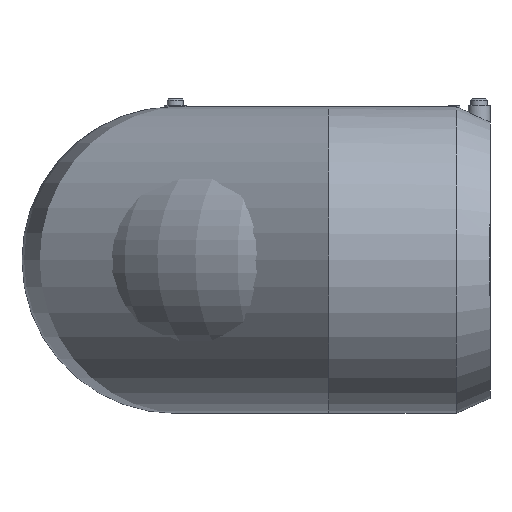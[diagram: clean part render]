
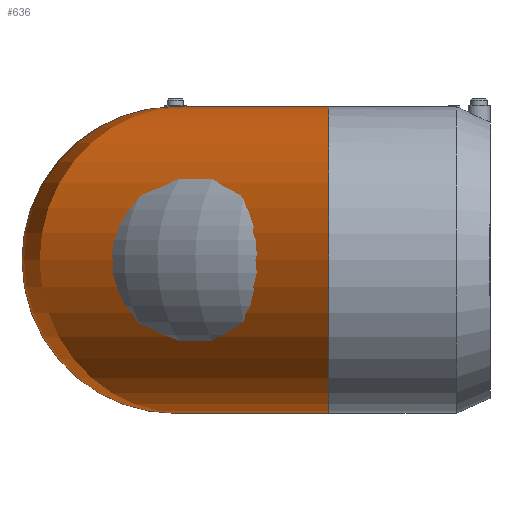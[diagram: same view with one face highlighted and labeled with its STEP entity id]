
A CAD part, left-side view. The second image highlights one B-rep face of the part: STEP entity #636.
In plain terms, the highlighted toroidal (fillet/blend) face has major radius 112.02 mm and minor radius 112 mm.
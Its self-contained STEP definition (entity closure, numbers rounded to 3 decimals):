
#15=TOROIDAL_SURFACE('',#736,112.02,112.);
#28=B_SPLINE_CURVE_WITH_KNOTS('',3,(#1020,#1021,#1022,#1023),
 .UNSPECIFIED.,.F.,.F.,(4,4),(49.758,49.759),
 .UNSPECIFIED.);
#29=B_SPLINE_CURVE_WITH_KNOTS('',3,(#1025,#1026,#1027,#1028),
 .UNSPECIFIED.,.F.,.F.,(4,4),(-0.004,0.),.UNSPECIFIED.);
#30=B_SPLINE_CURVE_WITH_KNOTS('',3,(#1032,#1033,#1034,#1035),
 .UNSPECIFIED.,.F.,.F.,(4,4),(0.,0.),.UNSPECIFIED.);
#31=B_SPLINE_CURVE_WITH_KNOTS('',3,(#1037,#1038,#1039,#1040),
 .UNSPECIFIED.,.F.,.F.,(4,4),(16.582,16.583),
 .UNSPECIFIED.);
#43=B_SPLINE_CURVE_WITH_KNOTS('',3,(#1421,#1422,#1423,#1424,#1425,#1426,
#1427,#1428,#1429,#1430,#1431,#1432,#1433,#1434,#1435,#1436,#1437,#1438,
#1439,#1440,#1441,#1442,#1443,#1444,#1445,#1446,#1447,#1448,#1449,#1450,
#1451,#1452,#1453,#1454,#1455,#1456),.UNSPECIFIED.,.F.,.F.,(4,2,2,2,2,2,
2,2,2,2,2,2,2,2,2,2,2,4),(0.,0.524,1.048,2.096,
3.143,4.191,5.223,6.255,7.287,
8.318,9.352,10.385,11.418,12.451,
13.484,14.518,15.551,16.582),
 .UNSPECIFIED.);
#44=B_SPLINE_CURVE_WITH_KNOTS('',3,(#1458,#1459,#1460,#1461,#1462,#1463,
#1464,#1465,#1466,#1467,#1468,#1469,#1470,#1471,#1472,#1473,#1474,#1475,
#1476,#1477,#1478,#1479,#1480,#1481,#1482,#1483,#1484,#1485,#1486,#1487,
#1488,#1489,#1490,#1491,#1492,#1493),.UNSPECIFIED.,.F.,.F.,(4,2,2,2,2,2,
2,2,2,2,2,2,2,2,2,2,2,4),(49.759,50.791,51.824,
52.857,53.89,54.923,55.956,56.99,
58.023,59.055,60.086,61.118,62.15,
63.198,64.246,65.294,65.817,66.341),
 .UNSPECIFIED.);
#110=FACE_OUTER_BOUND('',#161,.T.);
#161=EDGE_LOOP('',(#560,#561,#562,#563,#564,#565,#566,#567));
#228=CIRCLE('',#678,112.);
#257=CIRCLE('',#737,112.);
#270=VERTEX_POINT('',#1017);
#271=VERTEX_POINT('',#1019);
#272=VERTEX_POINT('',#1024);
#273=VERTEX_POINT('',#1029);
#274=VERTEX_POINT('',#1031);
#275=VERTEX_POINT('',#1036);
#276=VERTEX_POINT('',#1041);
#329=EDGE_CURVE('',#271,#270,#28,.T.);
#330=EDGE_CURVE('',#272,#271,#29,.T.);
#332=EDGE_CURVE('',#274,#273,#30,.T.);
#333=EDGE_CURVE('',#275,#274,#31,.T.);
#343=EDGE_CURVE('',#276,#276,#228,.T.);
#399=EDGE_CURVE('',#276,#275,#43,.T.);
#400=EDGE_CURVE('',#270,#276,#44,.T.);
#401=EDGE_CURVE('',#272,#273,#257,.T.);
#560=ORIENTED_EDGE('',*,*,#330,.T.);
#561=ORIENTED_EDGE('',*,*,#329,.T.);
#562=ORIENTED_EDGE('',*,*,#400,.T.);
#563=ORIENTED_EDGE('',*,*,#343,.T.);
#564=ORIENTED_EDGE('',*,*,#399,.T.);
#565=ORIENTED_EDGE('',*,*,#333,.T.);
#566=ORIENTED_EDGE('',*,*,#332,.T.);
#567=ORIENTED_EDGE('',*,*,#401,.F.);
#636=ADVANCED_FACE('',(#110),#15,.T.);
#678=AXIS2_PLACEMENT_3D('',#1098,#797,#798);
#736=AXIS2_PLACEMENT_3D('',#1495,#932,#933);
#737=AXIS2_PLACEMENT_3D('',#1496,#934,#935);
#797=DIRECTION('center_axis',(0.,1.,0.));
#798=DIRECTION('ref_axis',(-1.,0.,0.));
#932=DIRECTION('center_axis',(0.,0.,-1.));
#933=DIRECTION('ref_axis',(-1.,0.,0.));
#934=DIRECTION('center_axis',(1.,0.,0.));
#935=DIRECTION('ref_axis',(0.,1.,0.));
#1017=CARTESIAN_POINT('',(112.,131.5,-112.));
#1019=CARTESIAN_POINT('',(112.,131.507,-112.));
#1020=CARTESIAN_POINT('Ctrl Pts',(112.,131.51,-112.));
#1021=CARTESIAN_POINT('Ctrl Pts',(112.,131.507,-112.));
#1022=CARTESIAN_POINT('Ctrl Pts',(112.,131.503,-112.));
#1023=CARTESIAN_POINT('Ctrl Pts',(112.,131.5,-112.));
#1024=CARTESIAN_POINT('',(112.02,131.508,-112.));
#1025=CARTESIAN_POINT('Ctrl Pts',(112.02,131.505,-112.));
#1026=CARTESIAN_POINT('Ctrl Pts',(112.019,131.505,-112.));
#1027=CARTESIAN_POINT('Ctrl Pts',(112.013,131.505,-112.));
#1028=CARTESIAN_POINT('Ctrl Pts',(112.,131.505,-112.));
#1029=CARTESIAN_POINT('',(112.02,131.508,112.));
#1031=CARTESIAN_POINT('',(112.,131.507,112.));
#1032=CARTESIAN_POINT('Ctrl Pts',(112.,131.505,112.));
#1033=CARTESIAN_POINT('Ctrl Pts',(112.013,131.505,112.));
#1034=CARTESIAN_POINT('Ctrl Pts',(112.019,131.505,112.));
#1035=CARTESIAN_POINT('Ctrl Pts',(112.02,131.505,112.));
#1036=CARTESIAN_POINT('',(112.,131.5,112.));
#1037=CARTESIAN_POINT('Ctrl Pts',(112.,131.5,112.));
#1038=CARTESIAN_POINT('Ctrl Pts',(112.,131.503,112.));
#1039=CARTESIAN_POINT('Ctrl Pts',(112.,131.507,112.));
#1040=CARTESIAN_POINT('Ctrl Pts',(112.,131.51,112.));
#1041=CARTESIAN_POINT('',(112.,19.5,0.));
#1098=CARTESIAN_POINT('Origin',(0.,19.5,0.));
#1421=CARTESIAN_POINT('Ctrl Pts',(112.,19.5,0.));
#1422=CARTESIAN_POINT('Ctrl Pts',(112.,19.523,1.746));
#1423=CARTESIAN_POINT('Ctrl Pts',(112.,19.559,3.535));
#1424=CARTESIAN_POINT('Ctrl Pts',(112.,19.734,7.169));
#1425=CARTESIAN_POINT('Ctrl Pts',(112.,19.867,9.014));
#1426=CARTESIAN_POINT('Ctrl Pts',(112.,20.412,14.593));
#1427=CARTESIAN_POINT('Ctrl Pts',(112.,20.971,18.37));
#1428=CARTESIAN_POINT('Ctrl Pts',(112.,22.475,25.84));
#1429=CARTESIAN_POINT('Ctrl Pts',(112.,23.42,29.535));
#1430=CARTESIAN_POINT('Ctrl Pts',(112.,25.625,36.664));
#1431=CARTESIAN_POINT('Ctrl Pts',(112.,26.886,40.098));
#1432=CARTESIAN_POINT('Ctrl Pts',(112.,29.567,46.491));
#1433=CARTESIAN_POINT('Ctrl Pts',(112.,31.107,49.747));
#1434=CARTESIAN_POINT('Ctrl Pts',(112.,34.584,56.222));
#1435=CARTESIAN_POINT('Ctrl Pts',(112.,36.521,59.441));
#1436=CARTESIAN_POINT('Ctrl Pts',(112.,40.71,65.663));
#1437=CARTESIAN_POINT('Ctrl Pts',(112.,42.964,68.668));
#1438=CARTESIAN_POINT('Ctrl Pts',(112.,47.656,74.326));
#1439=CARTESIAN_POINT('Ctrl Pts',(112.,50.094,76.978));
#1440=CARTESIAN_POINT('Ctrl Pts',(112.,54.974,81.832));
#1441=CARTESIAN_POINT('Ctrl Pts',(112.,57.642,84.259));
#1442=CARTESIAN_POINT('Ctrl Pts',(112.,63.332,88.926));
#1443=CARTESIAN_POINT('Ctrl Pts',(112.,66.353,91.167));
#1444=CARTESIAN_POINT('Ctrl Pts',(112.,72.606,95.327));
#1445=CARTESIAN_POINT('Ctrl Pts',(112.,75.84,97.248));
#1446=CARTESIAN_POINT('Ctrl Pts',(112.,82.342,100.693));
#1447=CARTESIAN_POINT('Ctrl Pts',(112.,85.612,102.217));
#1448=CARTESIAN_POINT('Ctrl Pts',(112.,91.979,104.844));
#1449=CARTESIAN_POINT('Ctrl Pts',(112.,95.371,106.07));
#1450=CARTESIAN_POINT('Ctrl Pts',(112.,102.411,108.214));
#1451=CARTESIAN_POINT('Ctrl Pts',(112.,106.058,109.132));
#1452=CARTESIAN_POINT('Ctrl Pts',(112.,113.426,110.592));
#1453=CARTESIAN_POINT('Ctrl Pts',(112.,117.147,111.135));
#1454=CARTESIAN_POINT('Ctrl Pts',(112.,124.466,111.838));
#1455=CARTESIAN_POINT('Ctrl Pts',(112.,128.062,111.999));
#1456=CARTESIAN_POINT('Ctrl Pts',(112.,131.5,112.));
#1458=CARTESIAN_POINT('Ctrl Pts',(112.,131.5,-112.));
#1459=CARTESIAN_POINT('Ctrl Pts',(112.,128.062,-111.999));
#1460=CARTESIAN_POINT('Ctrl Pts',(112.,124.466,-111.838));
#1461=CARTESIAN_POINT('Ctrl Pts',(112.,117.147,-111.135));
#1462=CARTESIAN_POINT('Ctrl Pts',(112.,113.426,-110.592));
#1463=CARTESIAN_POINT('Ctrl Pts',(112.,106.058,-109.132));
#1464=CARTESIAN_POINT('Ctrl Pts',(112.,102.411,-108.214));
#1465=CARTESIAN_POINT('Ctrl Pts',(112.,95.371,-106.07));
#1466=CARTESIAN_POINT('Ctrl Pts',(112.,91.979,-104.844));
#1467=CARTESIAN_POINT('Ctrl Pts',(112.,85.612,-102.217));
#1468=CARTESIAN_POINT('Ctrl Pts',(112.,82.342,-100.693));
#1469=CARTESIAN_POINT('Ctrl Pts',(112.,75.84,-97.248));
#1470=CARTESIAN_POINT('Ctrl Pts',(112.,72.606,-95.327));
#1471=CARTESIAN_POINT('Ctrl Pts',(112.,66.353,-91.167));
#1472=CARTESIAN_POINT('Ctrl Pts',(112.,63.332,-88.926));
#1473=CARTESIAN_POINT('Ctrl Pts',(112.,57.642,-84.259));
#1474=CARTESIAN_POINT('Ctrl Pts',(112.,54.974,-81.832));
#1475=CARTESIAN_POINT('Ctrl Pts',(112.,50.094,-76.978));
#1476=CARTESIAN_POINT('Ctrl Pts',(112.,47.656,-74.326));
#1477=CARTESIAN_POINT('Ctrl Pts',(112.,42.964,-68.668));
#1478=CARTESIAN_POINT('Ctrl Pts',(112.,40.71,-65.663));
#1479=CARTESIAN_POINT('Ctrl Pts',(112.,36.521,-59.441));
#1480=CARTESIAN_POINT('Ctrl Pts',(112.,34.584,-56.222));
#1481=CARTESIAN_POINT('Ctrl Pts',(112.,31.107,-49.747));
#1482=CARTESIAN_POINT('Ctrl Pts',(112.,29.567,-46.491));
#1483=CARTESIAN_POINT('Ctrl Pts',(112.,26.886,-40.098));
#1484=CARTESIAN_POINT('Ctrl Pts',(112.,25.625,-36.664));
#1485=CARTESIAN_POINT('Ctrl Pts',(112.,23.42,-29.535));
#1486=CARTESIAN_POINT('Ctrl Pts',(112.,22.475,-25.84));
#1487=CARTESIAN_POINT('Ctrl Pts',(112.,20.971,-18.37));
#1488=CARTESIAN_POINT('Ctrl Pts',(112.,20.412,-14.593));
#1489=CARTESIAN_POINT('Ctrl Pts',(112.,19.867,-9.014));
#1490=CARTESIAN_POINT('Ctrl Pts',(112.,19.734,-7.169));
#1491=CARTESIAN_POINT('Ctrl Pts',(112.,19.559,-3.535));
#1492=CARTESIAN_POINT('Ctrl Pts',(112.,19.523,-1.746));
#1493=CARTESIAN_POINT('Ctrl Pts',(112.,19.5,0.));
#1495=CARTESIAN_POINT('Origin',(112.02,19.5,0.));
#1496=CARTESIAN_POINT('Origin',(112.02,131.52,0.));
